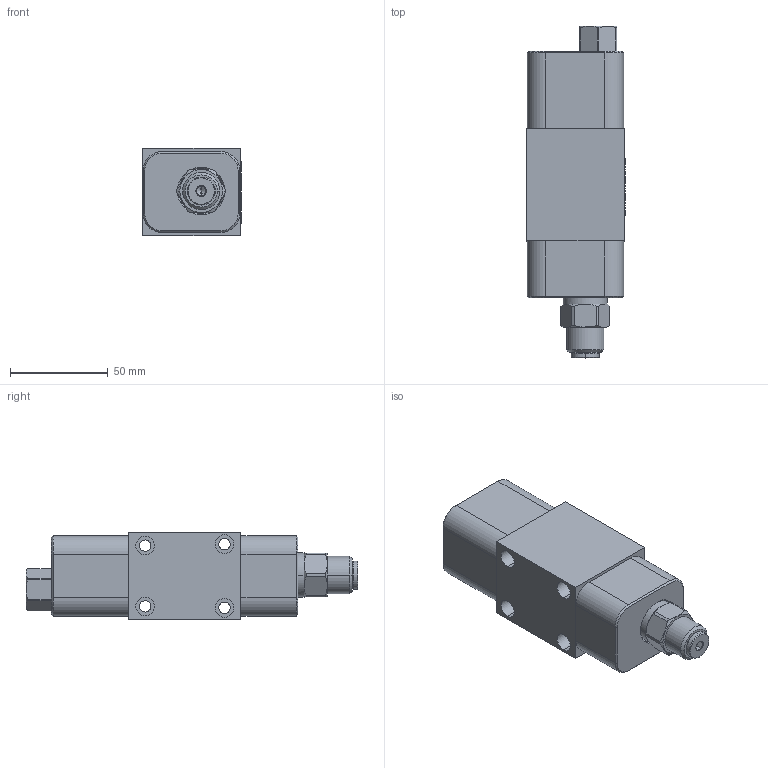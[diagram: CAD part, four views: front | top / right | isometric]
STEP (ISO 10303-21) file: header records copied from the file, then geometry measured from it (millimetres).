
FILE_DESCRIPTION((''),'2;1');
FILE_NAME('U3G_ASM','2020-10-20T',('ProEService'),(''),'PRO/ENGINEER BY PARAMETRIC TECHNOLOGY CORPORATION, 2014200','PRO/ENGINEER BY PARAMETRIC TECHNOLOGY CORPORATION, 2014200','');
FILE_SCHEMA(('CONFIG_CONTROL_DESIGN'));
Length unit declared in the file: inch
Products named in the file (6): 156-355; A330-006-002; FXBAXAN; PSDTXFN; 500-001-012; U3G_ASM
Assembly tree (8 placements, depth 2):
  U3G_ASM
    156-355
    A330-006-002
    FXBAXAN
    PSDTXFN
    500-001-012  x4
Bounding box: 50.55 x 169.54 x 44.45 mm (x, y, z)
Volume: 249814.4 mm3; surface area: 59856.7 mm2
Topology: 15 solids, 24 shells, 785 faces, 2132 edges, 1562 vertices
Faces by surface type: cylinder 323, plane 168, cone 161, torus 82, revolution 40, bspline 8, sphere 3
Entity records: 30153 total; most frequent: CARTESIAN_POINT 10710, DIRECTION 4177, ORIENTED_EDGE 3554, EDGE_CURVE 1777, AXIS2_PLACEMENT_3D 1614, VERTEX_POINT 1081, VECTOR 921, LINE 921
